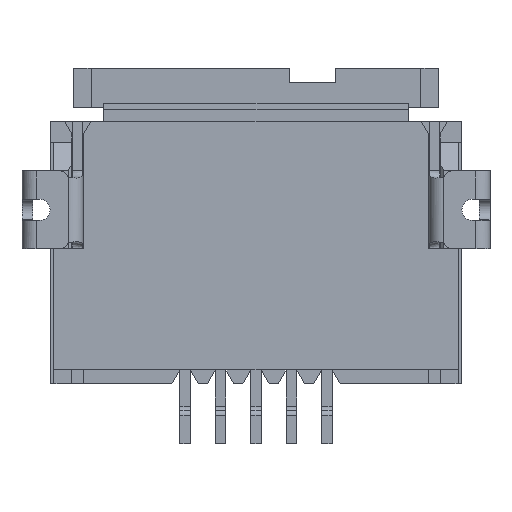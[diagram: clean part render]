
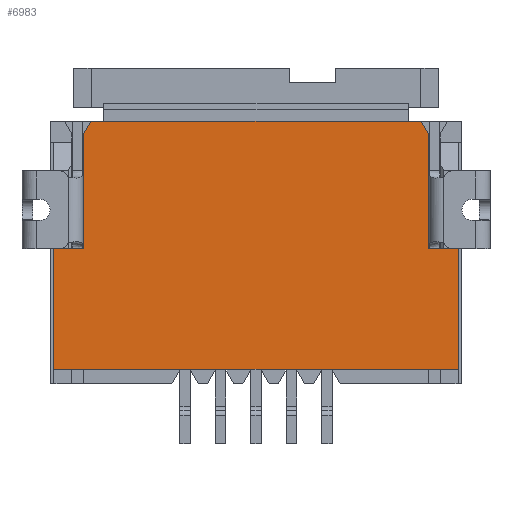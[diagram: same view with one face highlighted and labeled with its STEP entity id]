
A CAD part, front view. The second image highlights one B-rep face of the part: STEP entity #6983.
In plain terms, the highlighted planar face has unit normal (0, -1, 0).
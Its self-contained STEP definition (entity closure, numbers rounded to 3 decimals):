
#40 = VERTEX_POINT ( 'NONE', #5506 ) ;
#512 = VECTOR ( 'NONE', #24936, 1000. ) ;
#701 = DIRECTION ( 'NONE',  ( -0.5, 0., -0.866 ) ) ;
#1105 = DIRECTION ( 'NONE',  ( 1., 0., 0. ) ) ;
#1596 = CARTESIAN_POINT ( 'NONE',  ( 3.377, -0.44, 6.05 ) ) ;
#1982 = VECTOR ( 'NONE', #7402, 1000. ) ;
#2151 = CARTESIAN_POINT ( 'NONE',  ( 3.377, -0.44, 5.4 ) ) ;
#2497 = PLANE ( 'NONE',  #14129 ) ;
#2875 = ORIENTED_EDGE ( 'NONE', *, *, #18706, .T. ) ;
#3038 = CARTESIAN_POINT ( 'NONE',  ( -2.323, -0.44, 5.4 ) ) ;
#3219 = VERTEX_POINT ( 'NONE', #2151 ) ;
#3851 = CARTESIAN_POINT ( 'NONE',  ( -17.673, -0.44, 7.2 ) ) ;
#4007 = EDGE_CURVE ( 'NONE', #5032, #7631, #14086, .T. ) ;
#4449 = CARTESIAN_POINT ( 'NONE',  ( -17.673, -0.44, 7.2 ) ) ;
#4589 = CARTESIAN_POINT ( 'NONE',  ( -1.803, -0.44, 7.2 ) ) ;
#5032 = VERTEX_POINT ( 'NONE', #3038 ) ;
#5506 = CARTESIAN_POINT ( 'NONE',  ( 2.857, -0.44, 7.2 ) ) ;
#5992 = VERTEX_POINT ( 'NONE', #19976 ) ;
#6795 = LINE ( 'NONE', #3851, #16005 ) ;
#6983 = ADVANCED_FACE ( 'NONE', ( #24313 ), #2497, .T. ) ;
#7051 = LINE ( 'NONE', #7814, #22778 ) ;
#7402 = DIRECTION ( 'NONE',  ( 0., 0., -1. ) ) ;
#7616 = CARTESIAN_POINT ( 'NONE',  ( -1.903, -0.44, 6.9 ) ) ;
#7631 = VERTEX_POINT ( 'NONE', #10259 ) ;
#7792 = LINE ( 'NONE', #1596, #1982 ) ;
#7814 = CARTESIAN_POINT ( 'NONE',  ( 2.957, -0.44, 7.027 ) ) ;
#8789 = ORIENTED_EDGE ( 'NONE', *, *, #14371, .F. ) ;
#8791 = VECTOR ( 'NONE', #13811, 1000. ) ;
#8921 = VERTEX_POINT ( 'NONE', #21885 ) ;
#9228 = CARTESIAN_POINT ( 'NONE',  ( -1.673, -0.44, 5.4 ) ) ;
#9263 = LINE ( 'NONE', #14463, #19113 ) ;
#9562 = ORIENTED_EDGE ( 'NONE', *, *, #19750, .T. ) ;
#9604 = DIRECTION ( 'NONE',  ( 0., 0., -1. ) ) ;
#9939 = VERTEX_POINT ( 'NONE', #13746 ) ;
#10027 = LINE ( 'NONE', #11835, #8791 ) ;
#10244 = VECTOR ( 'NONE', #9604, 1000. ) ;
#10259 = CARTESIAN_POINT ( 'NONE',  ( -2.323, -0.44, 3.7 ) ) ;
#10375 = DIRECTION ( 'NONE',  ( 0., 0., -1. ) ) ;
#10529 = DIRECTION ( 'NONE',  ( 0., 0., -1. ) ) ;
#10862 = ORIENTED_EDGE ( 'NONE', *, *, #23443, .T. ) ;
#10867 = EDGE_CURVE ( 'NONE', #22196, #5032, #16119, .T. ) ;
#10905 = CARTESIAN_POINT ( 'NONE',  ( -17.673, -0.44, 3.7 ) ) ;
#11734 = ORIENTED_EDGE ( 'NONE', *, *, #19499, .T. ) ;
#11835 = CARTESIAN_POINT ( 'NONE',  ( 2.957, -0.44, 6.9 ) ) ;
#12429 = VECTOR ( 'NONE', #701, 1000. ) ;
#12502 = ORIENTED_EDGE ( 'NONE', *, *, #10867, .T. ) ;
#12580 = VECTOR ( 'NONE', #1105, 1000. ) ;
#13746 = CARTESIAN_POINT ( 'NONE',  ( 2.957, -0.44, 5.4 ) ) ;
#13811 = DIRECTION ( 'NONE',  ( 0., 0., 1. ) ) ;
#14086 = LINE ( 'NONE', #22356, #14718 ) ;
#14129 = AXIS2_PLACEMENT_3D ( 'NONE', #4449, #22202, #10375 ) ;
#14278 = LINE ( 'NONE', #4589, #12429 ) ;
#14371 = EDGE_CURVE ( 'NONE', #3219, #21323, #7792, .T. ) ;
#14463 = CARTESIAN_POINT ( 'NONE',  ( -17.673, -0.44, 5.4 ) ) ;
#14718 = VECTOR ( 'NONE', #10529, 1000. ) ;
#14724 = CARTESIAN_POINT ( 'NONE',  ( -1.903, -0.44, 5.4 ) ) ;
#15613 = DIRECTION ( 'NONE',  ( -1., 0., 0. ) ) ;
#15635 = DIRECTION ( 'NONE',  ( -0.5, 0., 0.866 ) ) ;
#15735 = EDGE_CURVE ( 'NONE', #3219, #9939, #9263, .T. ) ;
#16005 = VECTOR ( 'NONE', #15613, 1000. ) ;
#16119 = LINE ( 'NONE', #9228, #512 ) ;
#16438 = DIRECTION ( 'NONE',  ( -1., 0., 0. ) ) ;
#16530 = EDGE_LOOP ( 'NONE', ( #11734, #8789, #22344, #19013, #9562, #2875, #21647, #10862, #12502, #18020 ) ) ;
#18020 = ORIENTED_EDGE ( 'NONE', *, *, #4007, .T. ) ;
#18348 = CARTESIAN_POINT ( 'NONE',  ( -1.903, -0.44, 7.027 ) ) ;
#18706 = EDGE_CURVE ( 'NONE', #40, #8921, #6795, .T. ) ;
#19013 = ORIENTED_EDGE ( 'NONE', *, *, #21402, .T. ) ;
#19113 = VECTOR ( 'NONE', #16438, 1000. ) ;
#19499 = EDGE_CURVE ( 'NONE', #7631, #21323, #24294, .T. ) ;
#19540 = CARTESIAN_POINT ( 'NONE',  ( 3.377, -0.44, 3.7 ) ) ;
#19750 = EDGE_CURVE ( 'NONE', #5992, #40, #7051, .T. ) ;
#19976 = CARTESIAN_POINT ( 'NONE',  ( 2.957, -0.44, 7.027 ) ) ;
#20758 = LINE ( 'NONE', #7616, #10244 ) ;
#21323 = VERTEX_POINT ( 'NONE', #19540 ) ;
#21402 = EDGE_CURVE ( 'NONE', #9939, #5992, #10027, .T. ) ;
#21647 = ORIENTED_EDGE ( 'NONE', *, *, #22104, .T. ) ;
#21885 = CARTESIAN_POINT ( 'NONE',  ( -1.803, -0.44, 7.2 ) ) ;
#22104 = EDGE_CURVE ( 'NONE', #8921, #23766, #14278, .T. ) ;
#22196 = VERTEX_POINT ( 'NONE', #14724 ) ;
#22202 = DIRECTION ( 'NONE',  ( 0., -1., 0. ) ) ;
#22344 = ORIENTED_EDGE ( 'NONE', *, *, #15735, .T. ) ;
#22356 = CARTESIAN_POINT ( 'NONE',  ( -2.323, -0.44, 7.2 ) ) ;
#22778 = VECTOR ( 'NONE', #15635, 1000. ) ;
#23443 = EDGE_CURVE ( 'NONE', #23766, #22196, #20758, .T. ) ;
#23766 = VERTEX_POINT ( 'NONE', #18348 ) ;
#24294 = LINE ( 'NONE', #10905, #12580 ) ;
#24313 = FACE_OUTER_BOUND ( 'NONE', #16530, .T. ) ;
#24936 = DIRECTION ( 'NONE',  ( -1., 0., 0. ) ) ;
